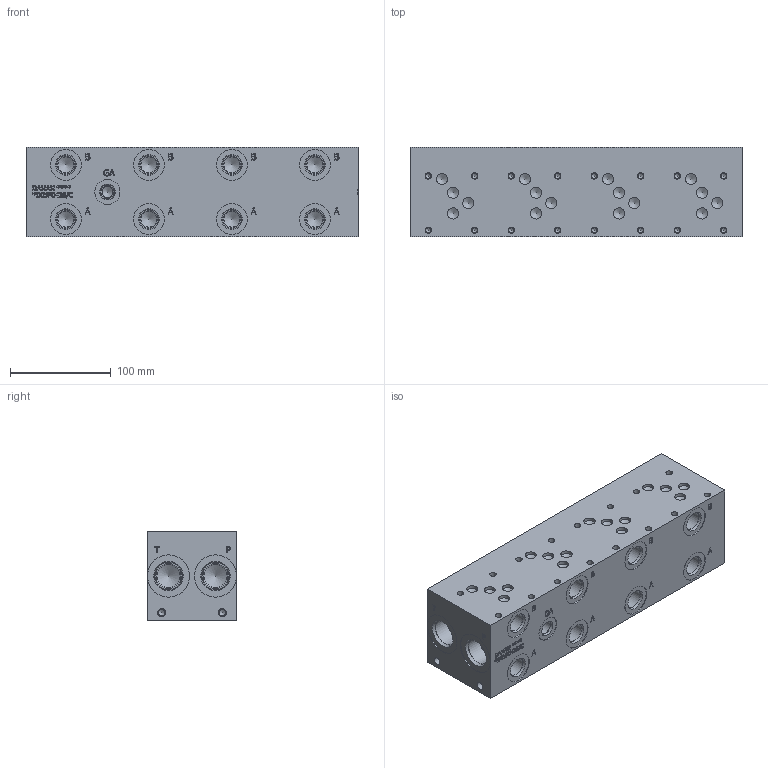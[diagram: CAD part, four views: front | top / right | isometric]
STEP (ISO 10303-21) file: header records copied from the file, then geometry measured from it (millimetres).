
FILE_DESCRIPTION(/* description */ (''),/* implementation_level */ '2;1');
FILE_NAME(/* name */ '_D05P043S_C.stp',/* time_stamp */ '2022-10-20T11:52:33-04:00',/* author */ ('bobbyh'),/* organization */ (''),/* preprocessor_version */ 'ST-DEVELOPER v18',/* originating_system */ 'Autodesk Inventor 2020',/* authorisation */ '');
FILE_SCHEMA (('AUTOMOTIVE_DESIGN { 1 0 10303 214 3 1 1 }'));
Length unit declared in the file: millimetre
Products named in the file (1): Part_AD05P043S_C_3D
Bounding box: 330.2 x 88.9 x 88.9 mm (x, y, z)
Volume: 2446616.2 mm3; surface area: 167981.7 mm2
Topology: 1 solids, 1 shells, 859 faces, 2347 edges, 1595 vertices
Faces by surface type: plane 441, bspline 198, cylinder 127, cone 93
Full cylindrical faces by diameter (mm): 5.105 x16, 6.35 x16, 6.528 x4, 7.925 x4, 10.719 x1, 11.125 x16, 12.9 x1, 14.275 x1, 14.3 x1, 14.529 x1, 15.875 x8, 15.9 x1, 17.501 x8, 19.05 x8, 19.253 x8, 20.62 x1, 22.23 x1, 22.54 x1, 23.012 x4, 24.917 x4, 25.019 x1, 26.99 x2, 27 x2, 27.432 x4, 30.16 x1, 30.632 x8, 42.037 x4
Entity records: 28734 total; most frequent: CARTESIAN_POINT 7326, ORIENTED_EDGE 4594, DIRECTION 3706, EDGE_CURVE 2297, VERTEX_POINT 1595, LINE 1420, VECTOR 1420, AXIS2_PLACEMENT_3D 1143
